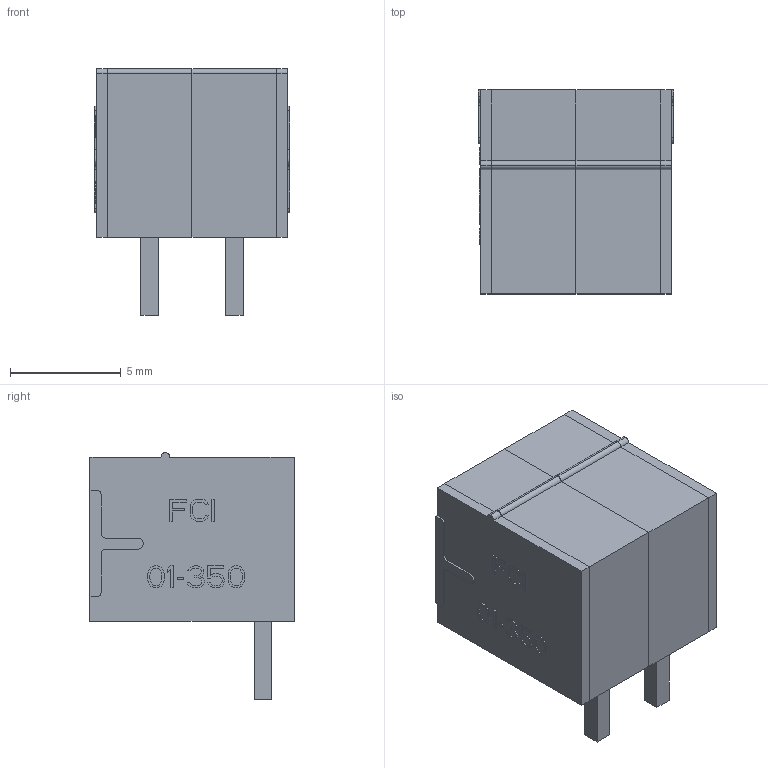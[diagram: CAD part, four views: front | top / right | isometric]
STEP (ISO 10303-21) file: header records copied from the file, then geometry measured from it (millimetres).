
FILE_DESCRIPTION(('STEP AP214'),'1');
FILE_NAME('20020110d021a01lf.stp','2020-03-24T14:16:52',('TraceParts'),('TraceParts S.A.'),'Spatial InterOp 3D',' ',' ');
FILE_SCHEMA(('AUTOMOTIVE_DESIGN { 1 0 10303 214 1 1 1 1 }'));
Length unit declared in the file: millimetre
Products named in the file (1): 20020110d021a01lf_1
Bounding box: 8.81 x 9.2 x 11.12 mm (x, y, z)
Volume: 356.4 mm3; surface area: 1257.4 mm2
Topology: 4 solids, 4 shells, 423 faces, 1176 edges, 780 vertices
Faces by surface type: plane 377, cylinder 34, torus 8, cone 4
Entity records: 13365 total; most frequent: CARTESIAN_POINT 2407, ORIENTED_EDGE 2352, DIRECTION 2114, EDGE_CURVE 1176, LINE 1084, VECTOR 1084, VERTEX_POINT 780, AXIS2_PLACEMENT_3D 515
